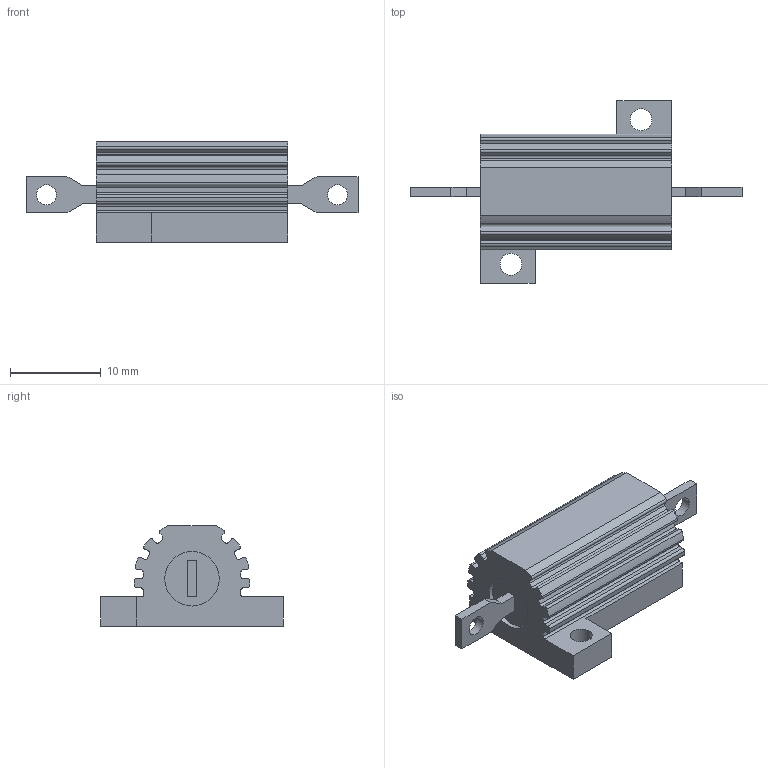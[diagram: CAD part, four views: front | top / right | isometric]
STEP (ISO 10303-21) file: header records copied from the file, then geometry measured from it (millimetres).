
FILE_DESCRIPTION( ( '' ), ' ' );
FILE_NAME( '5eebab7e0fd7041295380407.step', '2020-06-18T17:59:26', ( '' ), ( '' ), ' ', ' ', ' ' );
FILE_SCHEMA( ( 'AUTOMOTIVE_DESIGN { 1 0 10303 214 1 1 1 1 }' ) );
Length unit declared in the file: metre
Products named in the file (1): Part 1
Bounding box: 36.5 x 20.1 x 11 mm (x, y, z)
Volume: 2622 mm3; surface area: 1704.7 mm2
Topology: 1 solids, 1 shells, 97 faces, 273 edges, 182 vertices
Faces by surface type: plane 54, cylinder 43
Full cylindrical faces by diameter (mm): 2.2 x2, 2.4 x2, 6 x2
Entity records: 3931 total; most frequent: DIRECTION 549, CARTESIAN_POINT 547, ORIENTED_EDGE 534, EDGE_CURVE 267, AXIS2_PLACEMENT_3D 184, VERTEX_POINT 182, LINE 181, VECTOR 181
